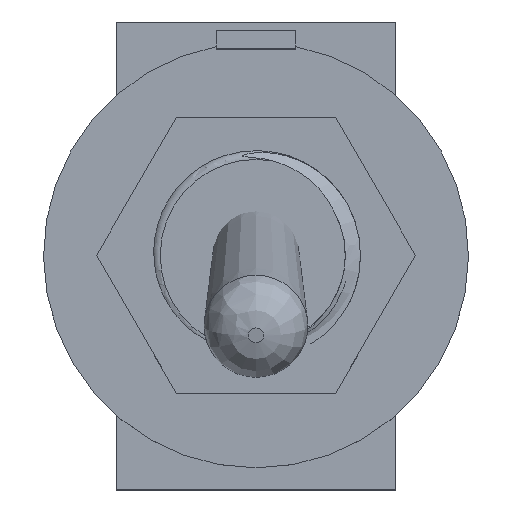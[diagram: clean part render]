
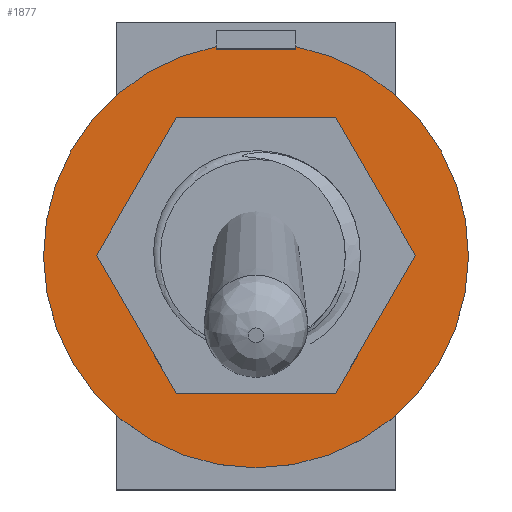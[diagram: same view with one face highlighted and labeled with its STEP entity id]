
A CAD part, top view. The second image highlights one B-rep face of the part: STEP entity #1877.
In plain terms, the highlighted planar face has unit normal (0, 0, 1).
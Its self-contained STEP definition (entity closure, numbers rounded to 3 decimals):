
#44=FACE_BOUND('',#439,.T.);
#94=CIRCLE('',#2089,3.);
#95=CIRCLE('',#2091,6.);
#326=FACE_OUTER_BOUND('',#438,.T.);
#438=EDGE_LOOP('',(#1716,#1717,#1718,#1719));
#439=EDGE_LOOP('',(#1720));
#582=LINE('',#4781,#742);
#592=LINE('',#4810,#752);
#595=LINE('',#4815,#755);
#742=VECTOR('',#2511,10.);
#752=VECTOR('',#2537,10.);
#755=VECTOR('',#2542,10.);
#917=VERTEX_POINT('',#4774);
#920=VERTEX_POINT('',#4779);
#931=VERTEX_POINT('',#4809);
#932=VERTEX_POINT('',#4813);
#934=VERTEX_POINT('',#4823);
#1173=EDGE_CURVE('',#920,#917,#582,.T.);
#1187=EDGE_CURVE('',#931,#917,#592,.T.);
#1190=EDGE_CURVE('',#920,#932,#595,.T.);
#1195=EDGE_CURVE('',#934,#934,#94,.T.);
#1196=EDGE_CURVE('',#932,#931,#95,.T.);
#1716=ORIENTED_EDGE('',*,*,#1190,.T.);
#1717=ORIENTED_EDGE('',*,*,#1196,.T.);
#1718=ORIENTED_EDGE('',*,*,#1187,.T.);
#1719=ORIENTED_EDGE('',*,*,#1173,.F.);
#1720=ORIENTED_EDGE('',*,*,#1195,.T.);
#1774=PLANE('',#2092);
#1877=ADVANCED_FACE('',(#326,#44),#1774,.F.);
#2089=AXIS2_PLACEMENT_3D('',#4825,#2553,#2554);
#2091=AXIS2_PLACEMENT_3D('',#4827,#2557,#2558);
#2092=AXIS2_PLACEMENT_3D('',#4828,#2559,#2560);
#2511=DIRECTION('',(1.,0.,0.));
#2537=DIRECTION('',(0.,-1.,0.));
#2542=DIRECTION('',(0.,1.,0.));
#2553=DIRECTION('center_axis',(0.,0.,-1.));
#2554=DIRECTION('ref_axis',(-1.,0.,0.));
#2557=DIRECTION('center_axis',(0.,0.,1.));
#2558=DIRECTION('ref_axis',(-1.,0.,0.));
#2559=DIRECTION('center_axis',(0.,0.,-1.));
#2560=DIRECTION('ref_axis',(-1.,0.,0.));
#4774=CARTESIAN_POINT('',(1.125,5.8,5.4));
#4779=CARTESIAN_POINT('',(-1.125,5.8,5.4));
#4781=CARTESIAN_POINT('',(-0.563,5.8,5.4));
#4809=CARTESIAN_POINT('',(1.125,5.894,5.4));
#4810=CARTESIAN_POINT('',(1.125,2.92,5.4));
#4813=CARTESIAN_POINT('',(-1.125,5.894,5.4));
#4815=CARTESIAN_POINT('',(-1.125,2.898,5.4));
#4823=CARTESIAN_POINT('',(3.,0.,5.4));
#4825=CARTESIAN_POINT('Origin',(0.,0.,5.4));
#4827=CARTESIAN_POINT('Origin',(0.,0.,5.4));
#4828=CARTESIAN_POINT('Origin',(0.,-0.053,5.4));
